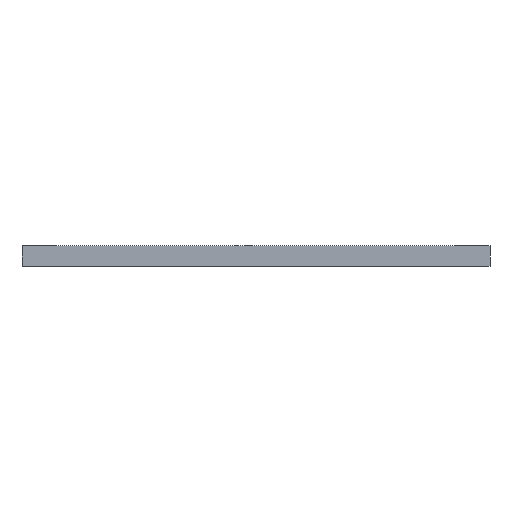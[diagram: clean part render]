
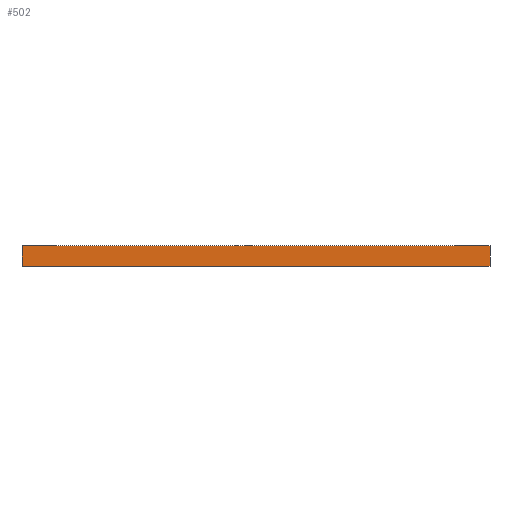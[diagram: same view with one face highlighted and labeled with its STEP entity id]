
A CAD part, front view. The second image highlights one B-rep face of the part: STEP entity #502.
In plain terms, the highlighted planar face has unit normal (0, -1, 0).
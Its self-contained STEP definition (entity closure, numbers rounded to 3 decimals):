
#211=PLANE('',#1716);
#297=LINE('',#4287,#408);
#299=LINE('',#4315,#410);
#300=LINE('',#4341,#411);
#408=VECTOR('',#1906,1.);
#410=VECTOR('',#1910,1.);
#411=VECTOR('',#1913,1.);
#502=ADVANCED_FACE('',(#614),#211,.F.);
#614=FACE_OUTER_BOUND('',#709,.T.);
#709=EDGE_LOOP('',(#1012,#1013,#1014,#1015));
#1012=ORIENTED_EDGE('',*,*,#1491,.T.);
#1013=ORIENTED_EDGE('',*,*,#1494,.T.);
#1014=ORIENTED_EDGE('',*,*,#1495,.F.);
#1015=ORIENTED_EDGE('',*,*,#1496,.F.);
#1300=VERTEX_POINT('',#4281);
#1303=VERTEX_POINT('',#4286);
#1305=VERTEX_POINT('',#4314);
#1306=VERTEX_POINT('',#4340);
#1491=EDGE_CURVE('',#1300,#1303,#297,.T.);
#1494=EDGE_CURVE('',#1303,#1305,#299,.T.);
#1495=EDGE_CURVE('',#1306,#1305,#1650,.T.);
#1496=EDGE_CURVE('',#1300,#1306,#300,.T.);
#1650=B_SPLINE_CURVE_WITH_KNOTS('',3,(#4317,#4318,#4319,#4320,#4321,#4322,
#4323,#4324,#4325,#4326,#4327,#4328,#4329,#4330,#4331,#4332,#4333,#4334,
#4335,#4336,#4337,#4338,#4339),.UNSPECIFIED.,.F.,.F.,(4,1,1,1,1,1,1,1,1,
1,1,1,1,1,1,1,1,1,1,1,4),(0.,0.063,0.125,0.25,0.313,0.375,0.406,0.414,
0.422,0.438,0.5,0.563,0.578,0.586,0.594,0.625,0.688,0.75,
0.875,0.938,1.),.UNSPECIFIED.);
#1716=AXIS2_PLACEMENT_3D('',#4342,#1914,#1915);
#1906=DIRECTION('',(1.,0.,0.));
#1910=DIRECTION('',(0.,0.,1.));
#1913=DIRECTION('',(0.,0.,1.));
#1914=DIRECTION('',(0.,1.,0.));
#1915=DIRECTION('',(1.,0.,0.));
#4281=CARTESIAN_POINT('',(1000.,0.,-35.));
#4286=CARTESIAN_POINT('',(1800.,0.,-35.));
#4287=CARTESIAN_POINT('',(1000.,0.,-35.));
#4314=CARTESIAN_POINT('',(1800.,0.,0.));
#4315=CARTESIAN_POINT('',(1800.,0.,0.));
#4317=CARTESIAN_POINT('',(1000.,0.,0.));
#4318=CARTESIAN_POINT('',(1016.661,0.,0.));
#4319=CARTESIAN_POINT('',(1049.984,0.,0.));
#4320=CARTESIAN_POINT('',(1116.63,0.,0.));
#4321=CARTESIAN_POINT('',(1183.282,0.,0.));
#4322=CARTESIAN_POINT('',(1249.947,0.,0.));
#4323=CARTESIAN_POINT('',(1291.62,0.,0.));
#4324=CARTESIAN_POINT('',(1318.712,0.,0.));
#4325=CARTESIAN_POINT('',(1331.217,0.,0.));
#4326=CARTESIAN_POINT('',(1339.554,0.,0.));
#4327=CARTESIAN_POINT('',(1362.481,0.,0.));
#4328=CARTESIAN_POINT('',(1400.,0.,0.));
#4329=CARTESIAN_POINT('',(1437.519,0.,0.));
#4330=CARTESIAN_POINT('',(1460.446,0.,0.));
#4331=CARTESIAN_POINT('',(1468.783,0.,0.));
#4332=CARTESIAN_POINT('',(1481.288,0.,0.));
#4333=CARTESIAN_POINT('',(1508.38,0.,0.));
#4334=CARTESIAN_POINT('',(1550.053,0.,0.));
#4335=CARTESIAN_POINT('',(1616.718,0.,0.));
#4336=CARTESIAN_POINT('',(1683.37,0.,0.));
#4337=CARTESIAN_POINT('',(1750.016,0.,0.));
#4338=CARTESIAN_POINT('',(1783.339,0.,0.));
#4339=CARTESIAN_POINT('',(1800.,0.,0.));
#4340=CARTESIAN_POINT('',(1000.,0.,0.));
#4341=CARTESIAN_POINT('',(1000.,0.,0.));
#4342=CARTESIAN_POINT('',(1000.,0.,0.));
